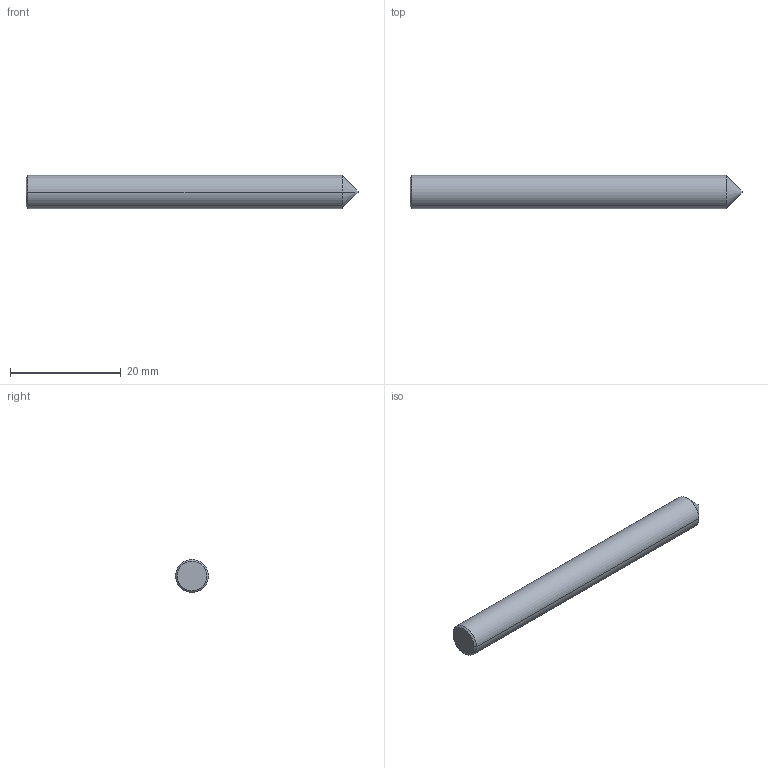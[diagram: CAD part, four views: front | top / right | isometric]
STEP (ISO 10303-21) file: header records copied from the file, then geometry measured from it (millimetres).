
FILE_DESCRIPTION(('STEP AP214'),'1');
FILE_NAME('607847932-000-00-E43.stp','2022-11-15T11:14:40',(' '),(' '),'Spatial InterOp 3D',' ',' ');
FILE_SCHEMA(('AUTOMOTIVE_DESIGN { 1 0 10303 214 1 1 1 1 }'));
Length unit declared in the file: millimetre
Products named in the file (1): 1
Bounding box: 60 x 6 x 6 mm (x, y, z)
Volume: 1643.2 mm3; surface area: 1198.4 mm2
Topology: 2 solids, 2 shells, 13 faces, 38 edges, 27 vertices
Faces by surface type: cone 6, plane 3, cylinder 2, torus 2
Entity records: 554 total; most frequent: DIRECTION 87, CARTESIAN_POINT 69, ORIENTED_EDGE 52, AXIS2_PLACEMENT_3D 35, EDGE_CURVE 26, CIRCLE 19, LINE 17, VECTOR 17
